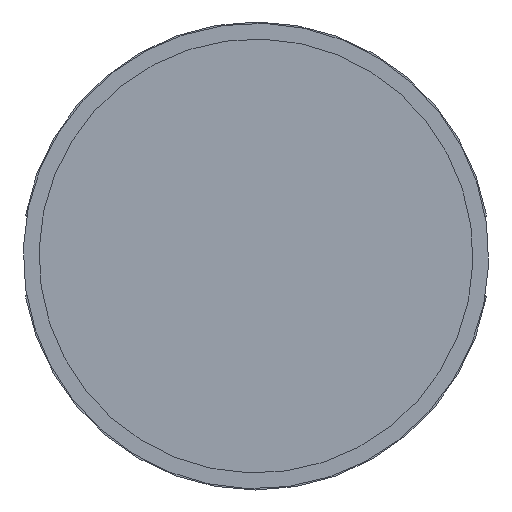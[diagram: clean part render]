
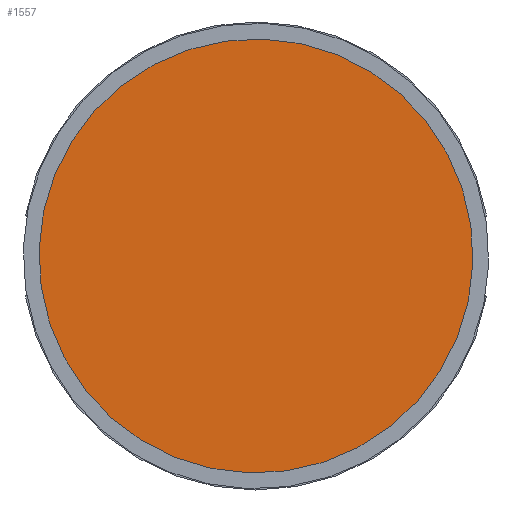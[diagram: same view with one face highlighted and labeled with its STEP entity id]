
A CAD part, front view. The second image highlights one B-rep face of the part: STEP entity #1557.
In plain terms, the highlighted planar face has unit normal (0, -1, 0).
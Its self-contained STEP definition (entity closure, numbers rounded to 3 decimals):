
#1557=ADVANCED_FACE('NONE',(#1853),#1760,.T.);
#1760=PLANE('',#4360);
#1853=FACE_OUTER_BOUND('',#2046,.T.);
#2046=EDGE_LOOP('',(#2271));
#2271=ORIENTED_EDGE('',*,*,#3721,.T.);
#3365=VERTEX_POINT('',#5337);
#3721=EDGE_CURVE('NONE',#3365,#3365,#4268,.T.);
#4268=CIRCLE('',#4359,32.7);
#4359=AXIS2_PLACEMENT_3D('',#5336,#4604,#4605);
#4360=AXIS2_PLACEMENT_3D('',#5338,#4606,#4607);
#4604=DIRECTION('',(0.,-1.,0.));
#4605=DIRECTION('',(0.927,0.,-0.374));
#4606=DIRECTION('',(0.,-1.,0.));
#4607=DIRECTION('',(-0.374,0.,-0.927));
#5336=CARTESIAN_POINT('',(35.075,9.6,35.262));
#5337=CARTESIAN_POINT('',(65.396,9.6,23.018));
#5338=CARTESIAN_POINT('',(46.776,9.6,64.239));
